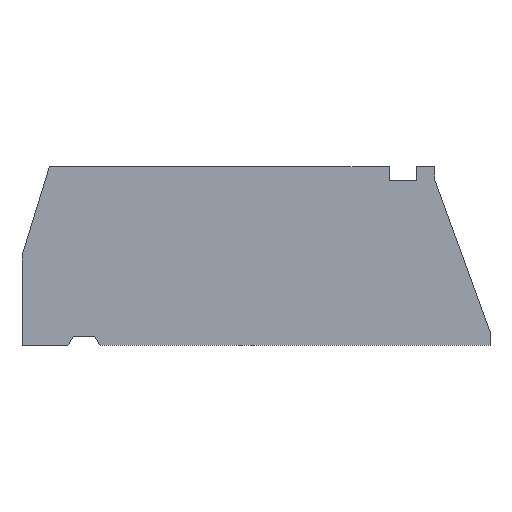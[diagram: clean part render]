
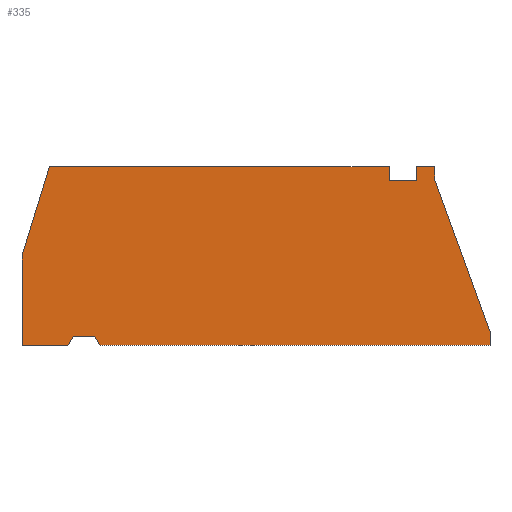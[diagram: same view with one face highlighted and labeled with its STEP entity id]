
A CAD part, top view. The second image highlights one B-rep face of the part: STEP entity #335.
In plain terms, the highlighted planar face has unit normal (0, 0, 1).
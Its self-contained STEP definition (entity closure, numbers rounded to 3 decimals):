
#29=FACE_OUTER_BOUND($,#46,.T.);
#46=EDGE_LOOP($,(#287,#288,#289,#290,#291,#292,#293,#294,#295,#296,#297,
#298,#299,#300,#301));
#49=LINE($,#445,#94);
#52=LINE($,#451,#97);
#55=LINE($,#457,#100);
#58=LINE($,#463,#103);
#61=LINE($,#469,#106);
#64=LINE($,#475,#109);
#67=LINE($,#481,#112);
#70=LINE($,#487,#115);
#73=LINE($,#493,#118);
#76=LINE($,#499,#121);
#79=LINE($,#505,#124);
#82=LINE($,#511,#127);
#85=LINE($,#517,#130);
#88=LINE($,#523,#133);
#91=LINE($,#527,#136);
#94=VECTOR($,#362,102.011);
#97=VECTOR($,#367,370.);
#100=VECTOR($,#372,15.);
#103=VECTOR($,#377,30.);
#106=VECTOR($,#382,15.);
#109=VECTOR($,#387,20.);
#112=VECTOR($,#392,15.);
#115=VECTOR($,#397,175.57);
#118=VECTOR($,#402,15.);
#121=VECTOR($,#407,425.);
#124=VECTOR($,#412,11.547);
#127=VECTOR($,#417,23.453);
#130=VECTOR($,#422,11.547);
#133=VECTOR($,#427,50.);
#136=VECTOR($,#432,97.5);
#139=VERTEX_POINT($,#442);
#140=VERTEX_POINT($,#444);
#142=VERTEX_POINT($,#450);
#144=VERTEX_POINT($,#456);
#146=VERTEX_POINT($,#462);
#148=VERTEX_POINT($,#468);
#150=VERTEX_POINT($,#474);
#152=VERTEX_POINT($,#480);
#154=VERTEX_POINT($,#486);
#156=VERTEX_POINT($,#492);
#158=VERTEX_POINT($,#498);
#160=VERTEX_POINT($,#504);
#162=VERTEX_POINT($,#510);
#164=VERTEX_POINT($,#516);
#166=VERTEX_POINT($,#522);
#169=EDGE_CURVE($,#140,#139,#49,.T.);
#172=EDGE_CURVE($,#142,#140,#52,.T.);
#175=EDGE_CURVE($,#144,#142,#55,.T.);
#178=EDGE_CURVE($,#146,#144,#58,.T.);
#181=EDGE_CURVE($,#148,#146,#61,.T.);
#184=EDGE_CURVE($,#150,#148,#64,.T.);
#187=EDGE_CURVE($,#152,#150,#67,.T.);
#190=EDGE_CURVE($,#154,#152,#70,.T.);
#193=EDGE_CURVE($,#156,#154,#73,.T.);
#196=EDGE_CURVE($,#158,#156,#76,.T.);
#199=EDGE_CURVE($,#160,#158,#79,.T.);
#202=EDGE_CURVE($,#162,#160,#82,.T.);
#205=EDGE_CURVE($,#164,#162,#85,.T.);
#208=EDGE_CURVE($,#166,#164,#88,.T.);
#211=EDGE_CURVE($,#139,#166,#91,.T.);
#287=ORIENTED_EDGE($,*,*,#211,.T.);
#288=ORIENTED_EDGE($,*,*,#208,.T.);
#289=ORIENTED_EDGE($,*,*,#205,.T.);
#290=ORIENTED_EDGE($,*,*,#202,.T.);
#291=ORIENTED_EDGE($,*,*,#199,.T.);
#292=ORIENTED_EDGE($,*,*,#196,.T.);
#293=ORIENTED_EDGE($,*,*,#193,.T.);
#294=ORIENTED_EDGE($,*,*,#190,.T.);
#295=ORIENTED_EDGE($,*,*,#187,.T.);
#296=ORIENTED_EDGE($,*,*,#184,.T.);
#297=ORIENTED_EDGE($,*,*,#181,.T.);
#298=ORIENTED_EDGE($,*,*,#178,.T.);
#299=ORIENTED_EDGE($,*,*,#175,.T.);
#300=ORIENTED_EDGE($,*,*,#172,.T.);
#301=ORIENTED_EDGE($,*,*,#169,.T.);
#318=PLANE($,#355);
#335=ADVANCED_FACE($,(#29),#318,.T.);
#355=AXIS2_PLACEMENT_3D($,#529,#435,#436);
#362=DIRECTION($,(-0.294,-0.956,0.));
#367=DIRECTION($,(-1.,0.,0.));
#372=DIRECTION($,(0.,1.,0.));
#377=DIRECTION($,(-1.,0.,0.));
#382=DIRECTION($,(0.,-1.,0.));
#387=DIRECTION($,(-1.,0.,0.));
#392=DIRECTION($,(0.,1.,0.));
#397=DIRECTION($,(-0.342,0.94,0.));
#402=DIRECTION($,(0.,1.,0.));
#407=DIRECTION($,(1.,0.,0.));
#412=DIRECTION($,(0.5,-0.866,0.));
#417=DIRECTION($,(1.,0.,0.));
#422=DIRECTION($,(0.5,0.866,0.));
#427=DIRECTION($,(1.,0.,0.));
#432=DIRECTION($,(0.,-1.,0.));
#435=DIRECTION('center_axis',(0.,0.,1.));
#436=DIRECTION('ref_axis',(1.,0.,0.));
#442=CARTESIAN_POINT('',(-199.487,-46.234,20.));
#444=CARTESIAN_POINT('',(-169.487,51.266,20.));
#445=CARTESIAN_POINT($,(-199.487,-46.234,20.));
#450=CARTESIAN_POINT('',(200.513,51.266,20.));
#451=CARTESIAN_POINT($,(-169.487,51.266,20.));
#456=CARTESIAN_POINT('',(200.513,36.266,20.));
#457=CARTESIAN_POINT($,(200.513,51.266,20.));
#462=CARTESIAN_POINT('',(230.513,36.266,20.));
#463=CARTESIAN_POINT($,(200.513,36.266,20.));
#468=CARTESIAN_POINT('',(230.513,51.266,20.));
#469=CARTESIAN_POINT($,(230.513,36.266,20.));
#474=CARTESIAN_POINT('',(250.513,51.266,20.));
#475=CARTESIAN_POINT($,(230.513,51.266,20.));
#480=CARTESIAN_POINT('',(250.513,36.266,20.));
#481=CARTESIAN_POINT($,(250.513,51.266,20.));
#486=CARTESIAN_POINT('',(310.513,-128.734,20.));
#487=CARTESIAN_POINT($,(250.513,36.266,20.));
#492=CARTESIAN_POINT('',(310.513,-143.734,20.));
#493=CARTESIAN_POINT($,(310.513,-128.734,20.));
#498=CARTESIAN_POINT('',(-114.487,-143.734,20.));
#499=CARTESIAN_POINT($,(310.513,-143.734,20.));
#504=CARTESIAN_POINT('',(-120.26,-133.734,20.));
#505=CARTESIAN_POINT($,(-114.487,-143.734,20.));
#510=CARTESIAN_POINT('',(-143.713,-133.734,20.));
#511=CARTESIAN_POINT($,(-120.26,-133.734,20.));
#516=CARTESIAN_POINT('',(-149.487,-143.734,20.));
#517=CARTESIAN_POINT($,(-143.713,-133.734,20.));
#522=CARTESIAN_POINT('',(-199.487,-143.734,20.));
#523=CARTESIAN_POINT($,(-149.487,-143.734,20.));
#527=CARTESIAN_POINT($,(-199.487,-143.734,20.));
#529=CARTESIAN_POINT('Origin',(50.605,-51.378,20.));
